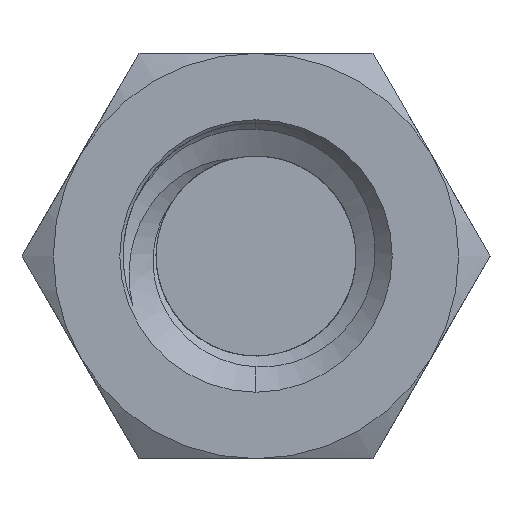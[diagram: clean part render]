
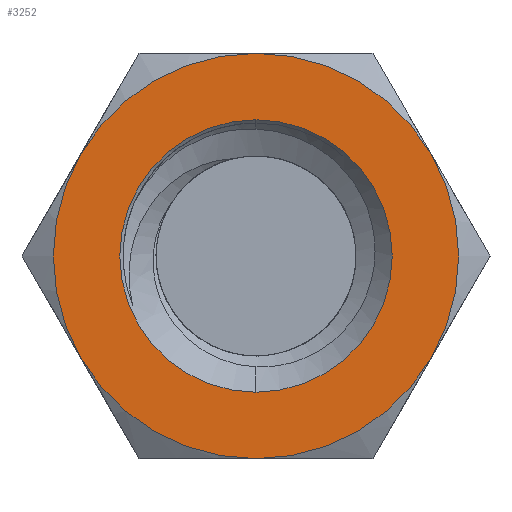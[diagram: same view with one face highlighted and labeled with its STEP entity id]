
A CAD part, left-side view. The second image highlights one B-rep face of the part: STEP entity #3252.
In plain terms, the highlighted planar face has unit normal (-1, 0, 0).
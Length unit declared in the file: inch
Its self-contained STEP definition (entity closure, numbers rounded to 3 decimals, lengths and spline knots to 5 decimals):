
#30 = DIRECTION ( 'NONE',  ( 1., 0., 0. ) ) ;
#158 = CARTESIAN_POINT ( 'NONE',  ( -1.1875, 0., 0. ) ) ;
#223 = CARTESIAN_POINT ( 'NONE',  ( -1.1875, 0.10825, 0.0625 ) ) ;
#250 = CARTESIAN_POINT ( 'NONE',  ( -1.1875, 0., 0.125 ) ) ;
#363 = DIRECTION ( 'NONE',  ( -1., 0., 0. ) ) ;
#409 = VERTEX_POINT ( 'NONE', #5619 ) ;
#443 = ORIENTED_EDGE ( 'NONE', *, *, #463, .F. ) ;
#463 = EDGE_CURVE ( 'NONE', #6538, #4389, #1961, .T. ) ;
#548 = CARTESIAN_POINT ( 'NONE',  ( -1.1875, 0., 0. ) ) ;
#573 = CIRCLE ( 'NONE', #1632, 0.125 ) ;
#699 = EDGE_CURVE ( 'NONE', #5235, #3012, #1069, .T. ) ;
#766 = DIRECTION ( 'NONE',  ( 0., 0., -1. ) ) ;
#772 = FACE_OUTER_BOUND ( 'NONE', #4517, .T. ) ;
#834 = ORIENTED_EDGE ( 'NONE', *, *, #3589, .F. ) ;
#880 = DIRECTION ( 'NONE',  ( 0., 0., 1. ) ) ;
#899 = AXIS2_PLACEMENT_3D ( 'NONE', #6648, #1917, #2489 ) ;
#953 = AXIS2_PLACEMENT_3D ( 'NONE', #4028, #4485, #6617 ) ;
#979 = ORIENTED_EDGE ( 'NONE', *, *, #1155, .T. ) ;
#1069 = CIRCLE ( 'NONE', #1389, 0.084 ) ;
#1155 = EDGE_CURVE ( 'NONE', #1377, #4389, #573, .T. ) ;
#1158 = DIRECTION ( 'NONE',  ( 0., 0., -1. ) ) ;
#1167 = ORIENTED_EDGE ( 'NONE', *, *, #2014, .F. ) ;
#1232 = CIRCLE ( 'NONE', #4865, 0.125 ) ;
#1252 = ORIENTED_EDGE ( 'NONE', *, *, #1420, .F. ) ;
#1377 = VERTEX_POINT ( 'NONE', #250 ) ;
#1389 = AXIS2_PLACEMENT_3D ( 'NONE', #4454, #363, #5050 ) ;
#1420 = EDGE_CURVE ( 'NONE', #6636, #6538, #1232, .T. ) ;
#1632 = AXIS2_PLACEMENT_3D ( 'NONE', #2739, #3215, #1636 ) ;
#1636 = DIRECTION ( 'NONE',  ( 0., 0., 1. ) ) ;
#1757 = AXIS2_PLACEMENT_3D ( 'NONE', #4749, #30, #1158 ) ;
#1917 = DIRECTION ( 'NONE',  ( 1., 0., 0. ) ) ;
#1961 = CIRCLE ( 'NONE', #899, 0.125 ) ;
#2014 = EDGE_CURVE ( 'NONE', #3012, #5235, #5220, .T. ) ;
#2065 = CARTESIAN_POINT ( 'NONE',  ( -1.1875, 0., 0.084 ) ) ;
#2164 = DIRECTION ( 'NONE',  ( 1., 0., 0. ) ) ;
#2334 = CIRCLE ( 'NONE', #3072, 0.125 ) ;
#2420 = EDGE_CURVE ( 'NONE', #5477, #409, #4316, .T. ) ;
#2489 = DIRECTION ( 'NONE',  ( 0., 0., -1. ) ) ;
#2739 = CARTESIAN_POINT ( 'NONE',  ( -1.1875, 0., 0. ) ) ;
#2811 = EDGE_CURVE ( 'NONE', #409, #6636, #3545, .T. ) ;
#3012 = VERTEX_POINT ( 'NONE', #2065 ) ;
#3072 = AXIS2_PLACEMENT_3D ( 'NONE', #4373, #4969, #4353 ) ;
#3164 = PLANE ( 'NONE',  #1757 ) ;
#3212 = CARTESIAN_POINT ( 'NONE',  ( -1.1875, 0., -0.125 ) ) ;
#3215 = DIRECTION ( 'NONE',  ( -1., 0., 0. ) ) ;
#3236 = CARTESIAN_POINT ( 'NONE',  ( -1.1875, -0.10825, 0.0625 ) ) ;
#3252 = ADVANCED_FACE ( 'NONE', ( #3873, #772 ), #3164, .F. ) ;
#3266 = AXIS2_PLACEMENT_3D ( 'NONE', #6654, #4001, #880 ) ;
#3545 = CIRCLE ( 'NONE', #953, 0.125 ) ;
#3579 = ORIENTED_EDGE ( 'NONE', *, *, #2420, .F. ) ;
#3589 = EDGE_CURVE ( 'NONE', #1377, #5477, #2334, .T. ) ;
#3706 = CARTESIAN_POINT ( 'NONE',  ( -1.1875, 0.10825, -0.0625 ) ) ;
#3866 = AXIS2_PLACEMENT_3D ( 'NONE', #548, #2164, #5244 ) ;
#3873 = FACE_BOUND ( 'NONE', #3984, .T. ) ;
#3910 = ORIENTED_EDGE ( 'NONE', *, *, #2811, .F. ) ;
#3984 = EDGE_LOOP ( 'NONE', ( #1167, #6370 ) ) ;
#4001 = DIRECTION ( 'NONE',  ( -1., 0., 0. ) ) ;
#4028 = CARTESIAN_POINT ( 'NONE',  ( -1.1875, 0., 0. ) ) ;
#4316 = CIRCLE ( 'NONE', #3866, 0.125 ) ;
#4353 = DIRECTION ( 'NONE',  ( 0., 0., -1. ) ) ;
#4373 = CARTESIAN_POINT ( 'NONE',  ( -1.1875, 0., 0. ) ) ;
#4389 = VERTEX_POINT ( 'NONE', #223 ) ;
#4454 = CARTESIAN_POINT ( 'NONE',  ( -1.1875, 0., 0. ) ) ;
#4485 = DIRECTION ( 'NONE',  ( 1., 0., 0. ) ) ;
#4517 = EDGE_LOOP ( 'NONE', ( #1252, #3910, #3579, #834, #979, #443 ) ) ;
#4749 = CARTESIAN_POINT ( 'NONE',  ( -1.1875, 0.14434, 0. ) ) ;
#4865 = AXIS2_PLACEMENT_3D ( 'NONE', #158, #5374, #766 ) ;
#4969 = DIRECTION ( 'NONE',  ( 1., 0., 0. ) ) ;
#5050 = DIRECTION ( 'NONE',  ( 0., 0., 1. ) ) ;
#5220 = CIRCLE ( 'NONE', #3266, 0.084 ) ;
#5235 = VERTEX_POINT ( 'NONE', #5773 ) ;
#5244 = DIRECTION ( 'NONE',  ( 0., 0., -1. ) ) ;
#5374 = DIRECTION ( 'NONE',  ( 1., 0., 0. ) ) ;
#5477 = VERTEX_POINT ( 'NONE', #3236 ) ;
#5619 = CARTESIAN_POINT ( 'NONE',  ( -1.1875, -0.10825, -0.0625 ) ) ;
#5773 = CARTESIAN_POINT ( 'NONE',  ( -1.1875, 0., -0.084 ) ) ;
#6370 = ORIENTED_EDGE ( 'NONE', *, *, #699, .F. ) ;
#6538 = VERTEX_POINT ( 'NONE', #3706 ) ;
#6617 = DIRECTION ( 'NONE',  ( 0., 0., -1. ) ) ;
#6636 = VERTEX_POINT ( 'NONE', #3212 ) ;
#6648 = CARTESIAN_POINT ( 'NONE',  ( -1.1875, 0., 0. ) ) ;
#6654 = CARTESIAN_POINT ( 'NONE',  ( -1.1875, 0., 0. ) ) ;
